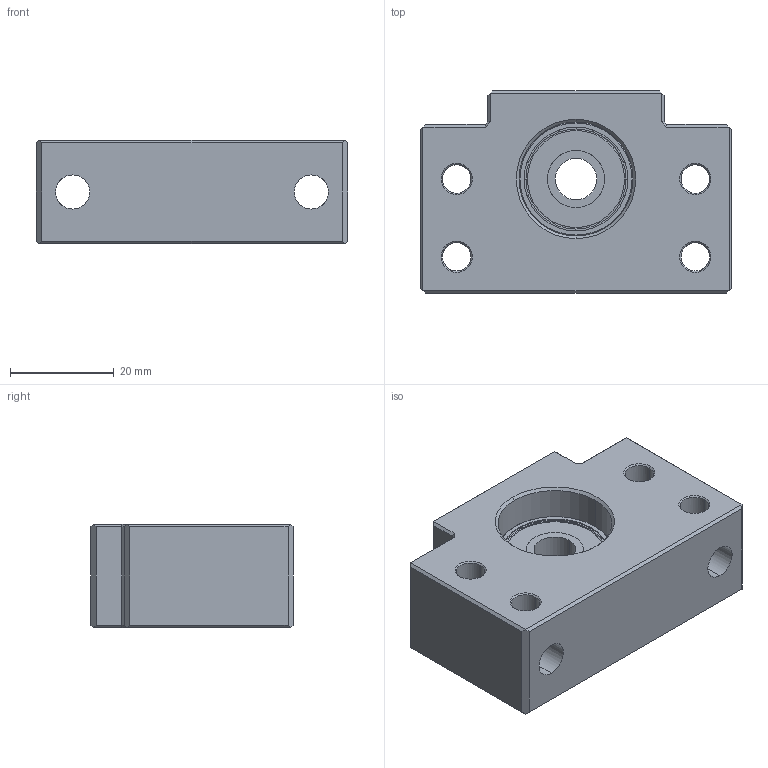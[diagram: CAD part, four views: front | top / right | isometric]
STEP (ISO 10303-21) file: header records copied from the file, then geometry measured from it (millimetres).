
FILE_DESCRIPTION (( 'STEP AP203' ), '1' );
FILE_NAME ('BF-10.STEP', '2024-11-25T05:57:02', ( '' ), ( '' ), 'SwSTEP 2.0', 'SolidWorks 2021', '' );
FILE_SCHEMA (( 'CONFIG_CONTROL_DESIGN' ));
Length unit declared in the file: millimetre
Products named in the file (3): BF-10.2; BF-10.1; BF-10
Assembly tree (2 placements, depth 2):
  BF-10
    BF-10.1
    BF-10.2
Bounding box: 60 x 39.01 x 20 mm (x, y, z)
Volume: 32935.1 mm3; surface area: 13668.1 mm2
Topology: 13 solids, 13 shells, 146 faces, 382 edges, 242 vertices
Faces by surface type: plane 54, cylinder 42, cone 30, sphere 16, torus 4
Entity records: 5003 total; most frequent: CARTESIAN_POINT 1255, DIRECTION 746, ORIENTED_EDGE 684, EDGE_CURVE 342, AXIS2_PLACEMENT_3D 285, VERTEX_POINT 218, VECTOR 176, LINE 176
